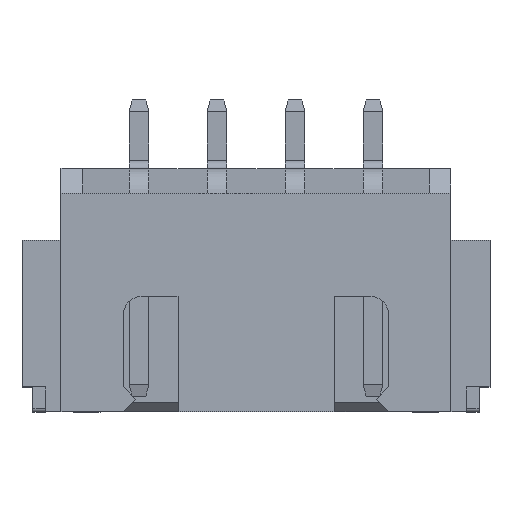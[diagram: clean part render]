
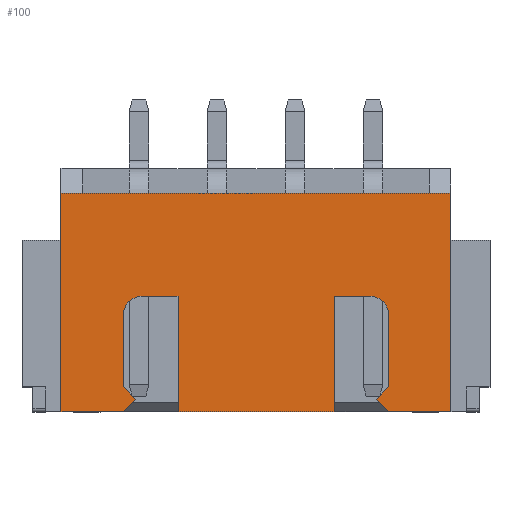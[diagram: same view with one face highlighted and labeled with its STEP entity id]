
A CAD part, top view. The second image highlights one B-rep face of the part: STEP entity #100.
In plain terms, the highlighted planar face has unit normal (0, 0, 1).
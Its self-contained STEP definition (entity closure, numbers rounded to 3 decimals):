
#100=ADVANCED_FACE('',(#2146),#2148,.T.);
#2146=FACE_BOUND('',#2147,.T.);
#2147=EDGE_LOOP('',(#3767,#3768,#3769,#3770,#3771,#3772,#3773,#3774,#3775,#3776,
#3777,#3778,#3779,#3780,#3781,#3782,#3783,#3784));
#2148=PLANE('',#2149);
#2149=AXIS2_PLACEMENT_3D('',#2150,#2151,#2152);
#2150=CARTESIAN_POINT('',(-1.25,-7.,6.));
#2151=DIRECTION('',(0.,0.,1.));
#2152=DIRECTION('',(1.,0.,0.));
#3767=ORIENTED_EDGE('',*,*,#4999,.T.);
#3768=ORIENTED_EDGE('',*,*,#5000,.T.);
#3769=ORIENTED_EDGE('',*,*,#5001,.T.);
#3770=ORIENTED_EDGE('',*,*,#5002,.T.);
#3771=ORIENTED_EDGE('',*,*,#4995,.T.);
#3772=ORIENTED_EDGE('',*,*,#5003,.T.);
#3773=ORIENTED_EDGE('',*,*,#5004,.F.);
#3774=ORIENTED_EDGE('',*,*,#5005,.F.);
#3775=ORIENTED_EDGE('',*,*,#5006,.T.);
#3776=ORIENTED_EDGE('',*,*,#5007,.T.);
#3777=ORIENTED_EDGE('',*,*,#5008,.T.);
#3778=ORIENTED_EDGE('',*,*,#5009,.T.);
#3779=ORIENTED_EDGE('',*,*,#5010,.T.);
#3780=ORIENTED_EDGE('',*,*,#5011,.T.);
#3781=ORIENTED_EDGE('',*,*,#5012,.T.);
#3782=ORIENTED_EDGE('',*,*,#4997,.T.);
#3783=ORIENTED_EDGE('',*,*,#5013,.T.);
#3784=ORIENTED_EDGE('',*,*,#5014,.T.);
#4995=EDGE_CURVE('',#5632,#5634,#5636,.T.);
#4997=EDGE_CURVE('',#5639,#5637,#5640,.T.);
#4999=EDGE_CURVE('',#5642,#5643,#5644,.T.);
#5000=EDGE_CURVE('',#5643,#5645,#5646,.T.);
#5001=EDGE_CURVE('',#5645,#5647,#5648,.T.);
#5002=EDGE_CURVE('',#5647,#5632,#5649,.T.);
#5003=EDGE_CURVE('',#5634,#5650,#5651,.T.);
#5004=EDGE_CURVE('',#5652,#5650,#5653,.T.);
#5005=EDGE_CURVE('',#5654,#5652,#5655,.T.);
#5006=EDGE_CURVE('',#5654,#5656,#5657,.T.);
#5007=EDGE_CURVE('',#5656,#5658,#5659,.F.);
#5008=EDGE_CURVE('',#5658,#5660,#5661,.F.);
#5009=EDGE_CURVE('',#5660,#5662,#5663,.F.);
#5010=EDGE_CURVE('',#5662,#5664,#5665,.F.);
#5011=EDGE_CURVE('',#5664,#5666,#5667,.F.);
#5012=EDGE_CURVE('',#5666,#5639,#5668,.F.);
#5013=EDGE_CURVE('',#5637,#5669,#5670,.T.);
#5014=EDGE_CURVE('',#5669,#5642,#5671,.T.);
#5632=VERTEX_POINT('',#6682);
#5634=VERTEX_POINT('',#6686);
#5636=LINE('',#6690,#6691);
#5637=VERTEX_POINT('',#6693);
#5639=VERTEX_POINT('',#6697);
#5640=LINE('',#6698,#6699);
#5642=VERTEX_POINT('',#6704);
#5643=VERTEX_POINT('',#6705);
#5644=CIRCLE('',#6706,0.6);
#5645=VERTEX_POINT('',#6710);
#5646=LINE('',#6711,#6712);
#5647=VERTEX_POINT('',#6714);
#5648=LINE('',#6715,#6716);
#5649=LINE('',#6718,#6719);
#5650=VERTEX_POINT('',#6721);
#5651=LINE('',#6722,#6723);
#5652=VERTEX_POINT('',#6725);
#5653=LINE('',#6726,#6727);
#5654=VERTEX_POINT('',#6729);
#5655=LINE('',#6730,#6731);
#5656=VERTEX_POINT('',#6733);
#5657=LINE('',#6734,#6735);
#5658=VERTEX_POINT('',#6737);
#5659=LINE('',#6738,#6739);
#5660=VERTEX_POINT('',#6741);
#5661=LINE('',#6742,#6743);
#5662=VERTEX_POINT('',#6745);
#5663=LINE('',#6746,#6747);
#5664=VERTEX_POINT('',#6749);
#5665=CIRCLE('',#6750,0.6);
#5666=VERTEX_POINT('',#6754);
#5667=LINE('',#6755,#6756);
#5668=LINE('',#6758,#6759);
#5669=VERTEX_POINT('',#6761);
#5670=LINE('',#6762,#6763);
#5671=LINE('',#6765,#6766);
#6682=CARTESIAN_POINT('',(8.,-7.,6.));
#6686=CARTESIAN_POINT('',(10.,-7.,6.));
#6690=CARTESIAN_POINT('',(8.,-7.,6.));
#6691=VECTOR('',#6692,1.);
#6692=DIRECTION('',(1.,0.,0.));
#6693=CARTESIAN_POINT('',(6.25,-7.,6.));
#6697=CARTESIAN_POINT('',(1.25,-7.,6.));
#6698=CARTESIAN_POINT('',(1.25,-7.,6.));
#6699=VECTOR('',#6700,1.);
#6700=DIRECTION('',(1.,0.,0.));
#6704=CARTESIAN_POINT('',(7.4,-3.3,6.));
#6705=CARTESIAN_POINT('',(8.,-3.9,6.));
#6706=AXIS2_PLACEMENT_3D('',#6707,#6708,#6709);
#6707=CARTESIAN_POINT('',(7.4,-3.9,6.));
#6708=DIRECTION('',(0.,0.,-1.));
#6709=DIRECTION('',(0.,1.,0.));
#6710=CARTESIAN_POINT('',(8.,-6.2,6.));
#6711=CARTESIAN_POINT('',(8.,-3.9,6.));
#6712=VECTOR('',#6713,1.);
#6713=DIRECTION('',(0.,-1.,0.));
#6714=CARTESIAN_POINT('',(7.6,-6.6,6.));
#6715=CARTESIAN_POINT('',(8.,-6.2,6.));
#6716=VECTOR('',#6717,1.);
#6717=DIRECTION('',(-0.707,-0.707,0.));
#6718=CARTESIAN_POINT('',(7.6,-6.6,6.));
#6719=VECTOR('',#6720,1.);
#6720=DIRECTION('',(0.707,-0.707,0.));
#6721=CARTESIAN_POINT('',(10.,0.,6.));
#6722=CARTESIAN_POINT('',(10.,-7.,6.));
#6723=VECTOR('',#6724,1.);
#6724=DIRECTION('',(0.,1.,0.));
#6725=CARTESIAN_POINT('',(-2.5,0.,6.));
#6726=CARTESIAN_POINT('',(-2.5,0.,6.));
#6727=VECTOR('',#6728,1.);
#6728=DIRECTION('',(1.,0.,0.));
#6729=CARTESIAN_POINT('',(-2.5,-7.,6.));
#6730=CARTESIAN_POINT('',(-2.5,-7.,6.));
#6731=VECTOR('',#6732,1.);
#6732=DIRECTION('',(0.,1.,0.));
#6733=CARTESIAN_POINT('',(-0.5,-7.,6.));
#6734=CARTESIAN_POINT('',(-2.5,-7.,6.));
#6735=VECTOR('',#6736,1.);
#6736=DIRECTION('',(1.,0.,0.));
#6737=CARTESIAN_POINT('',(-0.1,-6.6,6.));
#6738=CARTESIAN_POINT('',(-0.1,-6.6,6.));
#6739=VECTOR('',#6740,1.);
#6740=DIRECTION('',(-0.707,-0.707,0.));
#6741=CARTESIAN_POINT('',(-0.5,-6.2,6.));
#6742=CARTESIAN_POINT('',(-0.5,-6.2,6.));
#6743=VECTOR('',#6744,1.);
#6744=DIRECTION('',(0.707,-0.707,0.));
#6745=CARTESIAN_POINT('',(-0.5,-3.9,6.));
#6746=CARTESIAN_POINT('',(-0.5,-3.9,6.));
#6747=VECTOR('',#6748,1.);
#6748=DIRECTION('',(0.,-1.,0.));
#6749=CARTESIAN_POINT('',(0.1,-3.3,6.));
#6750=AXIS2_PLACEMENT_3D('',#6751,#6752,#6753);
#6751=CARTESIAN_POINT('',(0.1,-3.9,6.));
#6752=DIRECTION('',(0.,-0.,1.));
#6753=DIRECTION('',(0.,1.,0.));
#6754=CARTESIAN_POINT('',(1.25,-3.3,6.));
#6755=CARTESIAN_POINT('',(1.25,-3.3,6.));
#6756=VECTOR('',#6757,1.);
#6757=DIRECTION('',(-1.,0.,0.));
#6758=CARTESIAN_POINT('',(1.25,-7.,6.));
#6759=VECTOR('',#6760,1.);
#6760=DIRECTION('',(0.,1.,0.));
#6761=CARTESIAN_POINT('',(6.25,-3.3,6.));
#6762=CARTESIAN_POINT('',(6.25,-7.,6.));
#6763=VECTOR('',#6764,1.);
#6764=DIRECTION('',(0.,1.,0.));
#6765=CARTESIAN_POINT('',(6.25,-3.3,6.));
#6766=VECTOR('',#6767,1.);
#6767=DIRECTION('',(1.,0.,0.));
